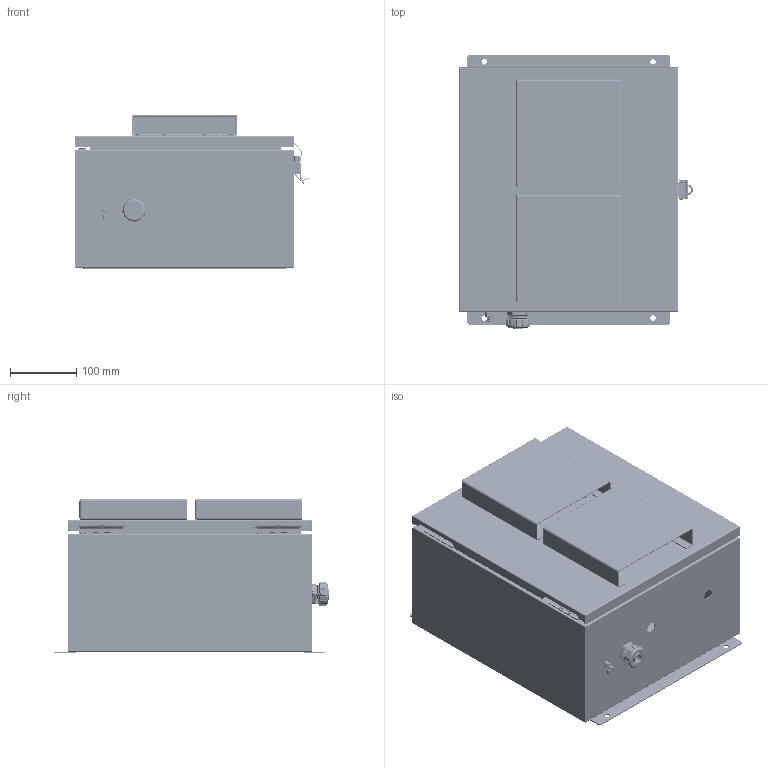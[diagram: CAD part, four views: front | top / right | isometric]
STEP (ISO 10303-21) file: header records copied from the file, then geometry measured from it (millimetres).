
FILE_DESCRIPTION (( 'STEP AP214' ), '1' );
FILE_NAME ('NBSS141207-1HFS.step', '2020-03-18T19:03:29', ( '' ), ( '' ), 'SwSTEP 2.0', 'SolidWorks 2018', '' );
FILE_SCHEMA (( 'AUTOMOTIVE_DESIGN' ));
Length unit declared in the file: inch
Products named in the file (58): XFN-0013; XMH-0001; X-ASSY-HYP286_SOLID; XFS-0026; RIVET_LONG_12DIA_1; NBSS_integra_box hinge; NBSS141207-1HFS; XCT-0005; NBSS_integra_gnd stud; XFN-0021; 9912562-82-10_1; XFN-0003; NBSS_integra_hinge pin; 1BE04-068; NBSS_integra_latch; XFW-0002; NBSS141207_box; XFS-0066_90272A147; XMH-0010; XHIC-HTR110_WITH RIBS ON BOTTOM; 1AJ09-156_.099 grip; 1AJ09-063; 91115A288_18-8 SS FF THD HEX STDF_91115A288; 1AW05-082_With Actual Text; XC-0003_.06 panel; X-ASSY-HYP285-1; NBSS_integra_lid hinge; XA-XF201-24; XFW-0004; RIVET_SHORT_12DIA_1; XFS-0032_91735A151; XERZ-V20D241; XNBSS141207-02; XMH-0002; XF451-01; XLBL-F704-UL_With Actual Text; XFS-0017; XFN-0022; 1AJ09-156_.25 grip; NBSS141207 ...
Assembly tree (130 placements, depth 6):
  NBSS141207-1HFS
    XNBSS141207-02
      NBSS141207
        NBSS141207_box assy
          NBSS141207_box
          NBSS_integra_box hinge  x2
          NBSS_integra_fhscr_91771A830_10-32 x .62lg  x4
          NBSS_integra_box brkt  x2
          NBSS_integra_csink wshr  x4
          NBSS_integra_hinge pin  x2
          NBSS_integra_latch
            9912562-82-10_1
            RIVET_LONG_12DIA_1
            RIVET_SHORT_12DIA_1  x2
          NBSS_integra_gnd stud
          10-32 stud^NBSS141207_box assy
          91115A288_18-8 SS FF THD HEX STDF_91115A288  x4
          NBSS_integra_L-com mtg flange  x2
        NBSS141207_lid assy
          NBSS141207_lid
          NBSS_integra_lid hinge  x2
          NBSS_integra_gnd stud
    XC-0003_.06 panel
    XA-XF201-24
      XF451-01
      XFS-0017
      XMH-0010  x2
      XFS-0006  x2
      XFW-0004  x2
      XFS-0067_XFS-0067  x2
      X-ASSY-HYP285-1
        X-PCB-HYP285
        XERZ-V20D241  x3
      XFS-0066_90272A147  x2
      XFN-0022  x2
      XCTB-0002
      XFS-0032_91735A151  x2
      XFN-0013  x2
      1AW05-082_With Actual Text
      1AW05-083_With Actual Text
      XLBL-F704-UL_With Actual Text
    XFW-0002  x5
    XFS-0020_91735A827  x4
    XMH-0007  x4
    1AJ09-063  x2
    XF797-02
    XFS-0017  x12
    X-ASSY-HYP286_SOLID
    XFN-0021  x4
    XHIC-HTR110_WITH RIBS ON BOTTOM
    XFW-0020  x2
    XFS-0026
    XFN-0003  x2
    XCT-0005
    XMH-0001  x2
    1BE04-068  x2
    97526A125_.1348 matl thk  x12
    1AJ09-156_.099 grip  x4
    XMH-0002
    1AJ09-156_.25 grip  x4
Bounding box: 352.42 x 412.75 x 232.44 mm (x, y, z)
Volume: 1816716.9 mm3; surface area: 1769606.1 mm2
Topology: 129 solids, 135 shells, 8670 faces, 21713 edges, 13523 vertices
Faces by surface type: plane 2828, cylinder 2673, cone 2075, torus 597, bspline 420, sphere 77
Entity records: 208652 total; most frequent: CARTESIAN_POINT 65575, ORIENTED_EDGE 24534, DIRECTION 23047, EDGE_CURVE 12271, AXIS2_PLACEMENT_3D 8287, VERTEX_POINT 7783, LINE 6473, VECTOR 6473
